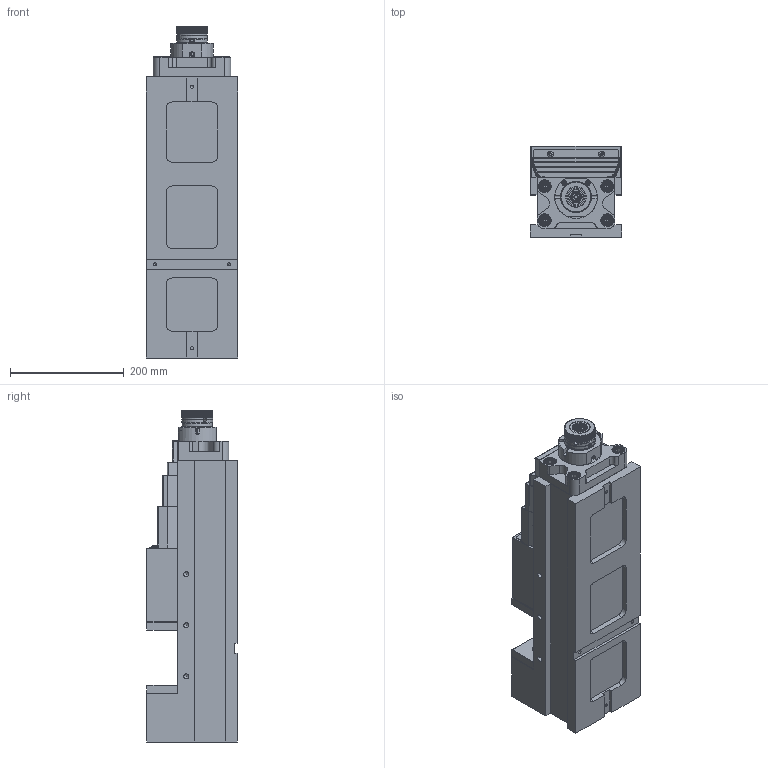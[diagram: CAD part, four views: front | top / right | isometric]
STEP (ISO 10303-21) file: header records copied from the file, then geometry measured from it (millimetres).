
FILE_DESCRIPTION(/* description */ (''),/* implementation_level */ '2;1');
FILE_NAME(/* name */ '1AVM160GA0101.stp',/* time_stamp */ '2020-03-17T11:10:44+08:00',/* author */ ('AUTOWELL002'),/* organization */ (''),/* preprocessor_version */ 'ST-DEVELOPER v17',/* originating_system */ 'Autodesk Inventor 2019',/* authorisation */ '');
FILE_SCHEMA (('AUTOMOTIVE_DESIGN { 1 0 10303 214 3 1 1 }'));
Products named in the file (1): 1AVM160GA0101
Bounding box: 161 x 160 x 584.8 mm (x, y, z)
Volume: 7379983.6 mm3; surface area: 984593.3 mm2
Topology: 15 solids, 36 shells, 3983 faces, 11722 edges, 7743 vertices
Faces by surface type: plane 2243, cylinder 1412, cone 214, bspline 56, torus 32, sphere 26
Full cylindrical faces by diameter (mm): 2.5 x2, 3.242 x2, 3.3 x1, 4 x10, 4.134 x4, 4.5 x4, 4.917 x4, 5.2 x2, 5.459 x4, 5.5 x5, 6 x2, 6.647 x2, 6.8 x40, 7 x6, 8 x7, 8.1 x2, 8.376 x4, 8.5 x1, 8.917 x6, 9 x4, 10 x5, 10.106 x2, 10.376 x4, 10.5 x2, 11 x6, 11.8 x1, 11.835 x6, 12 x7, 12.9 x6, 13 x13
Entity records: 156367 total; most frequent: CARTESIAN_POINT 47820, ORIENTED_EDGE 23352, DIRECTION 21922, EDGE_CURVE 11676, VERTEX_POINT 7745, AXIS2_PLACEMENT_3D 7416, LINE 7090, VECTOR 7090
